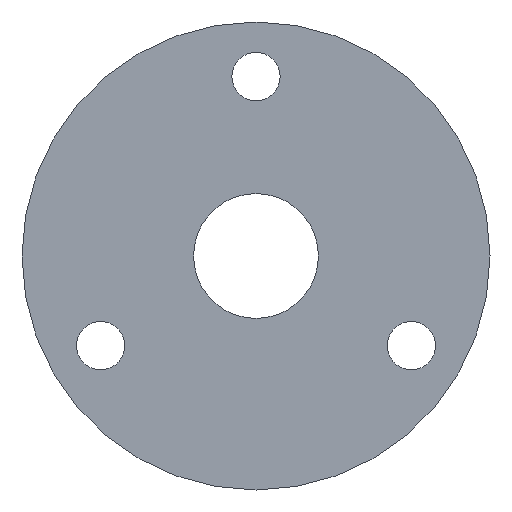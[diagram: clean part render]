
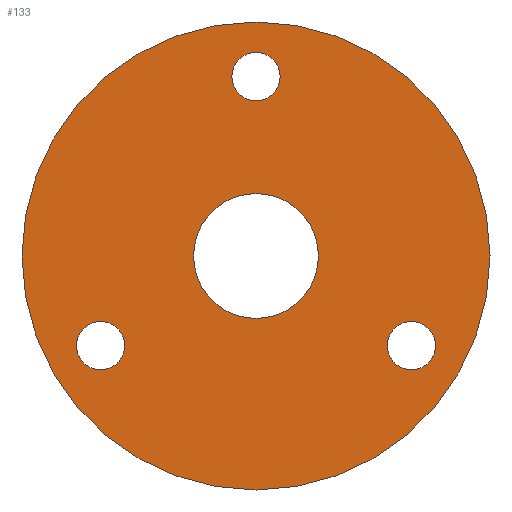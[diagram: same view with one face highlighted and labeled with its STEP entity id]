
A CAD part, front view. The second image highlights one B-rep face of the part: STEP entity #133.
In plain terms, the highlighted planar face has unit normal (0, -1, 0).
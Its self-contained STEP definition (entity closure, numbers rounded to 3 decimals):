
#19=FACE_BOUND('',#43,.T.);
#20=FACE_BOUND('',#44,.T.);
#21=FACE_BOUND('',#45,.T.);
#22=FACE_BOUND('',#46,.T.);
#24=PLANE('',#164);
#31=FACE_OUTER_BOUND('',#42,.T.);
#42=EDGE_LOOP('',(#117));
#43=EDGE_LOOP('',(#118));
#44=EDGE_LOOP('',(#119));
#45=EDGE_LOOP('',(#120));
#46=EDGE_LOOP('',(#121));
#57=CIRCLE('',#149,1.55);
#59=CIRCLE('',#152,1.55);
#61=CIRCLE('',#155,1.55);
#64=CIRCLE('',#159,4.);
#66=CIRCLE('',#162,15.);
#67=VERTEX_POINT('',#208);
#69=VERTEX_POINT('',#214);
#71=VERTEX_POINT('',#220);
#74=VERTEX_POINT('',#228);
#76=VERTEX_POINT('',#234);
#77=EDGE_CURVE('',#67,#67,#57,.T.);
#80=EDGE_CURVE('',#69,#69,#59,.T.);
#83=EDGE_CURVE('',#71,#71,#61,.T.);
#88=EDGE_CURVE('',#74,#74,#64,.T.);
#91=EDGE_CURVE('',#76,#76,#66,.T.);
#117=ORIENTED_EDGE('',*,*,#91,.F.);
#118=ORIENTED_EDGE('',*,*,#77,.T.);
#119=ORIENTED_EDGE('',*,*,#80,.T.);
#120=ORIENTED_EDGE('',*,*,#83,.T.);
#121=ORIENTED_EDGE('',*,*,#88,.F.);
#133=ADVANCED_FACE('',(#31,#19,#20,#21,#22),#24,.F.);
#149=AXIS2_PLACEMENT_3D('',#209,#169,#170);
#152=AXIS2_PLACEMENT_3D('',#215,#176,#177);
#155=AXIS2_PLACEMENT_3D('',#221,#183,#184);
#159=AXIS2_PLACEMENT_3D('',#230,#193,#194);
#162=AXIS2_PLACEMENT_3D('',#236,#200,#201);
#164=AXIS2_PLACEMENT_3D('',#238,#204,#205);
#169=DIRECTION('center_axis',(0.,1.,0.));
#170=DIRECTION('ref_axis',(1.,0.,0.));
#176=DIRECTION('center_axis',(0.,1.,0.));
#177=DIRECTION('ref_axis',(1.,0.,0.));
#183=DIRECTION('center_axis',(0.,1.,0.));
#184=DIRECTION('ref_axis',(1.,0.,0.));
#193=DIRECTION('center_axis',(0.,-1.,0.));
#194=DIRECTION('ref_axis',(1.,0.,0.));
#200=DIRECTION('center_axis',(0.,1.,0.));
#201=DIRECTION('ref_axis',(1.,0.,0.));
#204=DIRECTION('center_axis',(0.,1.,0.));
#205=DIRECTION('ref_axis',(1.,0.,0.));
#208=CARTESIAN_POINT('',(-1.55,0.,11.5));
#209=CARTESIAN_POINT('Origin',(0.,0.,11.5));
#214=CARTESIAN_POINT('',(8.409,0.,-5.75));
#215=CARTESIAN_POINT('Origin',(9.959,0.,-5.75));
#220=CARTESIAN_POINT('',(-11.509,0.,-5.75));
#221=CARTESIAN_POINT('Origin',(-9.959,0.,-5.75));
#228=CARTESIAN_POINT('',(-4.,0.,0.));
#230=CARTESIAN_POINT('Origin',(0.,0.,0.));
#234=CARTESIAN_POINT('',(-15.,0.,0.));
#236=CARTESIAN_POINT('Origin',(0.,0.,0.));
#238=CARTESIAN_POINT('Origin',(0.,0.,0.));
